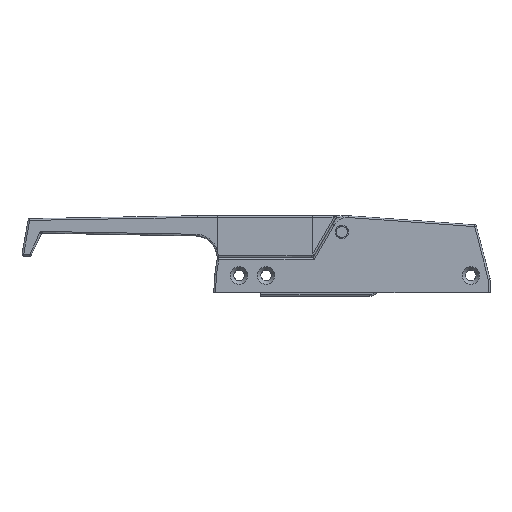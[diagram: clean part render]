
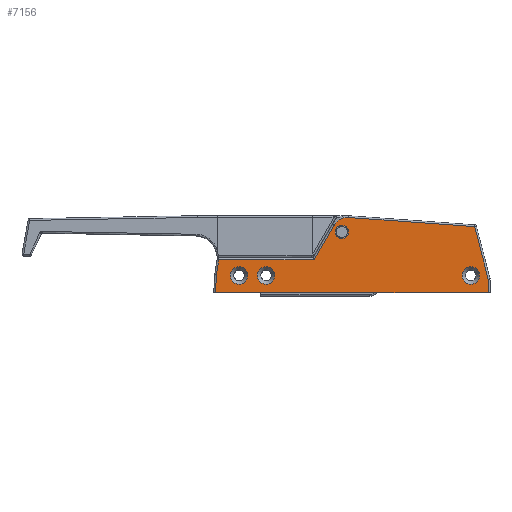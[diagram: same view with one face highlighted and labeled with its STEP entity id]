
A CAD part, front view. The second image highlights one B-rep face of the part: STEP entity #7156.
In plain terms, the highlighted face is planar.
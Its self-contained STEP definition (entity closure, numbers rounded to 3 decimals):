
#161=FACE_BOUND('',#1198,.T.);
#162=FACE_BOUND('',#1199,.T.);
#163=FACE_BOUND('',#1200,.T.);
#164=FACE_BOUND('',#1201,.T.);
#358=PLANE('',#7805);
#738=FACE_OUTER_BOUND('',#1197,.T.);
#1197=EDGE_LOOP('',(#6058,#6059,#6060,#6061,#6062,#6063,#6064,#6065,#6066));
#1198=EDGE_LOOP('',(#6067));
#1199=EDGE_LOOP('',(#6068));
#1200=EDGE_LOOP('',(#6069));
#1201=EDGE_LOOP('',(#6070));
#1571=CIRCLE('',#7718,5.);
#1573=CIRCLE('',#7722,5.);
#1575=CIRCLE('',#7726,5.);
#1604=CIRCLE('',#7806,9.);
#1605=CIRCLE('',#7807,3.75);
#2172=LINE('',#12410,#2811);
#2173=LINE('',#12415,#2812);
#2174=LINE('',#12417,#2813);
#2175=LINE('',#12419,#2814);
#2176=LINE('',#12421,#2815);
#2177=LINE('',#12423,#2816);
#2178=LINE('',#12425,#2817);
#2179=LINE('',#12427,#2818);
#2811=VECTOR('',#9533,22.862);
#2812=VECTOR('',#9540,54.718);
#2813=VECTOR('',#9541,8.701);
#2814=VECTOR('',#9542,10.412);
#2815=VECTOR('',#9543,156.499);
#2816=VECTOR('',#9544,7.873);
#2817=VECTOR('',#9545,31.17);
#2818=VECTOR('',#9546,72.449);
#3370=VERTEX_POINT('',#12139);
#3372=VERTEX_POINT('',#12145);
#3374=VERTEX_POINT('',#12151);
#3464=VERTEX_POINT('',#12408);
#3465=VERTEX_POINT('',#12409);
#3466=VERTEX_POINT('',#12414);
#3467=VERTEX_POINT('',#12416);
#3468=VERTEX_POINT('',#12418);
#3469=VERTEX_POINT('',#12420);
#3470=VERTEX_POINT('',#12422);
#3471=VERTEX_POINT('',#12424);
#3472=VERTEX_POINT('',#12426);
#3473=VERTEX_POINT('',#12429);
#4240=EDGE_CURVE('',#3370,#3370,#1571,.T.);
#4242=EDGE_CURVE('',#3372,#3372,#1573,.T.);
#4244=EDGE_CURVE('',#3374,#3374,#1575,.T.);
#4368=EDGE_CURVE('',#3464,#3465,#2172,.T.);
#4371=EDGE_CURVE('',#3466,#3465,#2173,.T.);
#4372=EDGE_CURVE('',#3467,#3466,#2174,.T.);
#4373=EDGE_CURVE('',#3468,#3467,#2175,.T.);
#4374=EDGE_CURVE('',#3468,#3469,#2176,.T.);
#4375=EDGE_CURVE('',#3470,#3469,#2177,.T.);
#4376=EDGE_CURVE('',#3471,#3470,#2178,.T.);
#4377=EDGE_CURVE('',#3472,#3471,#2179,.T.);
#4378=EDGE_CURVE('',#3464,#3472,#1604,.T.);
#4379=EDGE_CURVE('',#3473,#3473,#1605,.T.);
#6058=ORIENTED_EDGE('',*,*,#4371,.F.);
#6059=ORIENTED_EDGE('',*,*,#4372,.F.);
#6060=ORIENTED_EDGE('',*,*,#4373,.F.);
#6061=ORIENTED_EDGE('',*,*,#4374,.T.);
#6062=ORIENTED_EDGE('',*,*,#4375,.F.);
#6063=ORIENTED_EDGE('',*,*,#4376,.F.);
#6064=ORIENTED_EDGE('',*,*,#4377,.F.);
#6065=ORIENTED_EDGE('',*,*,#4378,.F.);
#6066=ORIENTED_EDGE('',*,*,#4368,.T.);
#6067=ORIENTED_EDGE('',*,*,#4240,.T.);
#6068=ORIENTED_EDGE('',*,*,#4242,.T.);
#6069=ORIENTED_EDGE('',*,*,#4244,.T.);
#6070=ORIENTED_EDGE('',*,*,#4379,.T.);
#7156=ADVANCED_FACE('',(#738,#161,#162,#163,#164),#358,.T.);
#7718=AXIS2_PLACEMENT_3D('',#12140,#9273,#9274);
#7722=AXIS2_PLACEMENT_3D('',#12146,#9281,#9282);
#7726=AXIS2_PLACEMENT_3D('',#12152,#9289,#9290);
#7805=AXIS2_PLACEMENT_3D('',#12413,#9538,#9539);
#7806=AXIS2_PLACEMENT_3D('',#12428,#9547,#9548);
#7807=AXIS2_PLACEMENT_3D('',#12430,#9549,#9550);
#9273=DIRECTION('center_axis',(0.,0.,-1.));
#9274=DIRECTION('ref_axis',(1.,0.,0.));
#9281=DIRECTION('center_axis',(0.,0.,-1.));
#9282=DIRECTION('ref_axis',(1.,0.,0.));
#9289=DIRECTION('center_axis',(0.,0.,-1.));
#9290=DIRECTION('ref_axis',(1.,0.,0.));
#9533=DIRECTION('',(-0.866,0.5,0.));
#9538=DIRECTION('center_axis',(0.,0.,1.));
#9539=DIRECTION('ref_axis',(0.,-1.,0.));
#9540=DIRECTION('',(0.,-1.,0.));
#9541=DIRECTION('',(0.989,-0.151,0.));
#9542=DIRECTION('',(0.999,-0.052,0.));
#9543=DIRECTION('',(0.,-1.,0.));
#9544=DIRECTION('',(-1.,0.,0.));
#9545=DIRECTION('',(-0.968,-0.25,0.));
#9546=DIRECTION('',(-0.072,-0.997,0.));
#9547=DIRECTION('center_axis',(0.,0.,-1.));
#9548=DIRECTION('ref_axis',(0.5,0.866,0.));
#9549=DIRECTION('center_axis',(0.,0.,-1.));
#9550=DIRECTION('ref_axis',(0.,1.,0.));
#12139=CARTESIAN_POINT('',(15.,98.6,13.));
#12140=CARTESIAN_POINT('Origin',(10.,98.6,13.));
#12145=CARTESIAN_POINT('',(15.,-18.9,13.));
#12146=CARTESIAN_POINT('Origin',(10.,-18.9,13.));
#12151=CARTESIAN_POINT('',(15.,114.1,13.));
#12152=CARTESIAN_POINT('Origin',(10.,114.1,13.));
#12408=CARTESIAN_POINT('',(38.799,59.592,13.));
#12409=CARTESIAN_POINT('',(19.,71.023,13.));
#12410=CARTESIAN_POINT('',(38.799,59.592,13.));
#12413=CARTESIAN_POINT('Origin',(0.,128.6,13.));
#12414=CARTESIAN_POINT('',(19.,125.741,13.));
#12415=CARTESIAN_POINT('',(19.,125.741,13.));
#12416=CARTESIAN_POINT('',(10.398,127.054,13.));
#12417=CARTESIAN_POINT('',(10.398,127.054,13.));
#12418=CARTESIAN_POINT('',(0.,127.599,13.));
#12419=CARTESIAN_POINT('',(0.,127.599,13.));
#12420=CARTESIAN_POINT('',(0.,-28.9,13.));
#12421=CARTESIAN_POINT('',(0.,127.599,13.));
#12422=CARTESIAN_POINT('',(7.873,-28.9,13.));
#12423=CARTESIAN_POINT('',(7.873,-28.9,13.));
#12424=CARTESIAN_POINT('',(38.054,-21.111,13.));
#12425=CARTESIAN_POINT('',(38.054,-21.111,13.));
#12426=CARTESIAN_POINT('',(43.275,51.149,13.));
#12427=CARTESIAN_POINT('',(43.275,51.149,13.));
#12428=CARTESIAN_POINT('Origin',(34.299,51.798,13.));
#12429=CARTESIAN_POINT('',(35.,51.35,13.));
#12430=CARTESIAN_POINT('Origin',(35.,55.1,13.));
